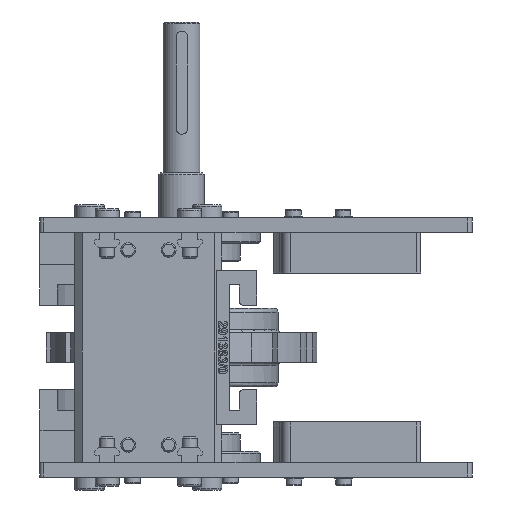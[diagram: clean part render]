
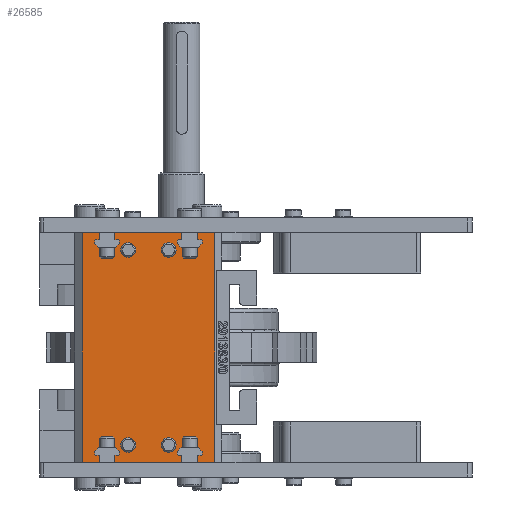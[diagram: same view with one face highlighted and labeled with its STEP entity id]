
A CAD part, left-side view. The second image highlights one B-rep face of the part: STEP entity #26585.
In plain terms, the highlighted face is planar.
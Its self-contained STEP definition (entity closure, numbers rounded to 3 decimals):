
#874=FACE_BOUND('',#4263,.T.);
#875=FACE_BOUND('',#4264,.T.);
#876=FACE_BOUND('',#4265,.T.);
#877=FACE_BOUND('',#4266,.T.);
#1389=PLANE('',#29045);
#2646=FACE_OUTER_BOUND('',#4262,.T.);
#4262=EDGE_LOOP('',(#21612,#21613,#21614,#21615));
#4263=EDGE_LOOP('',(#21616));
#4264=EDGE_LOOP('',(#21617));
#4265=EDGE_LOOP('',(#21618));
#4266=EDGE_LOOP('',(#21619));
#6334=LINE('',#41489,#9298);
#6337=LINE('',#41495,#9301);
#6344=LINE('',#41521,#9308);
#6347=LINE('',#41526,#9311);
#9298=VECTOR('',#33701,10.);
#9301=VECTOR('',#33708,10.);
#9308=VECTOR('',#33731,10.);
#9311=VECTOR('',#33736,10.);
#11483=CIRCLE('',#29046,3.3);
#11484=CIRCLE('',#29047,3.3);
#11485=CIRCLE('',#29048,3.3);
#11486=CIRCLE('',#29049,3.3);
#12962=VERTEX_POINT('',#41486);
#12963=VERTEX_POINT('',#41488);
#12964=VERTEX_POINT('',#41494);
#12975=VERTEX_POINT('',#41520);
#12977=VERTEX_POINT('',#41527);
#12978=VERTEX_POINT('',#41529);
#12979=VERTEX_POINT('',#41531);
#12980=VERTEX_POINT('',#41533);
#16061=EDGE_CURVE('',#12962,#12963,#6334,.T.);
#16064=EDGE_CURVE('',#12964,#12963,#6337,.T.);
#16077=EDGE_CURVE('',#12964,#12975,#6344,.T.);
#16080=EDGE_CURVE('',#12962,#12975,#6347,.T.);
#16081=EDGE_CURVE('',#12977,#12977,#11483,.T.);
#16082=EDGE_CURVE('',#12978,#12978,#11484,.T.);
#16083=EDGE_CURVE('',#12979,#12979,#11485,.T.);
#16084=EDGE_CURVE('',#12980,#12980,#11486,.T.);
#21612=ORIENTED_EDGE('',*,*,#16061,.F.);
#21613=ORIENTED_EDGE('',*,*,#16080,.T.);
#21614=ORIENTED_EDGE('',*,*,#16077,.F.);
#21615=ORIENTED_EDGE('',*,*,#16064,.T.);
#21616=ORIENTED_EDGE('',*,*,#16081,.T.);
#21617=ORIENTED_EDGE('',*,*,#16082,.T.);
#21618=ORIENTED_EDGE('',*,*,#16083,.T.);
#21619=ORIENTED_EDGE('',*,*,#16084,.T.);
#26585=ADVANCED_FACE('',(#2646,#874,#875,#876,#877),#1389,.T.);
#29045=AXIS2_PLACEMENT_3D('',#41525,#33734,#33735);
#29046=AXIS2_PLACEMENT_3D('',#41528,#33737,#33738);
#29047=AXIS2_PLACEMENT_3D('',#41530,#33739,#33740);
#29048=AXIS2_PLACEMENT_3D('',#41532,#33741,#33742);
#29049=AXIS2_PLACEMENT_3D('',#41534,#33743,#33744);
#33701=DIRECTION('',(1.,0.,0.));
#33708=DIRECTION('',(0.,-1.,0.));
#33731=DIRECTION('',(-1.,0.,0.));
#33734=DIRECTION('center_axis',(0.,0.,-1.));
#33735=DIRECTION('ref_axis',(-1.,0.,0.));
#33736=DIRECTION('',(0.,1.,0.));
#33737=DIRECTION('center_axis',(0.,0.,1.));
#33738=DIRECTION('ref_axis',(1.,0.,0.));
#33739=DIRECTION('center_axis',(0.,0.,1.));
#33740=DIRECTION('ref_axis',(1.,0.,0.));
#33741=DIRECTION('center_axis',(0.,0.,1.));
#33742=DIRECTION('ref_axis',(1.,0.,0.));
#33743=DIRECTION('center_axis',(0.,0.,1.));
#33744=DIRECTION('ref_axis',(1.,0.,0.));
#41486=CARTESIAN_POINT('',(-62.5,-36.,-10.));
#41488=CARTESIAN_POINT('',(62.5,-36.,-10.));
#41489=CARTESIAN_POINT('',(-31.25,-36.,-10.));
#41494=CARTESIAN_POINT('',(62.5,36.,-10.));
#41495=CARTESIAN_POINT('',(62.5,40.,-10.));
#41520=CARTESIAN_POINT('',(-62.5,36.,-10.));
#41521=CARTESIAN_POINT('',(31.25,36.,-10.));
#41525=CARTESIAN_POINT('Origin',(0.,0.,-10.));
#41526=CARTESIAN_POINT('',(-62.5,-40.,-10.));
#41527=CARTESIAN_POINT('',(49.7,11.,-10.));
#41528=CARTESIAN_POINT('Origin',(53.,11.,-10.));
#41529=CARTESIAN_POINT('',(-56.3,-11.,-10.));
#41530=CARTESIAN_POINT('Origin',(-53.,-11.,-10.));
#41531=CARTESIAN_POINT('',(-56.3,11.,-10.));
#41532=CARTESIAN_POINT('Origin',(-53.,11.,-10.));
#41533=CARTESIAN_POINT('',(49.7,-11.,-10.));
#41534=CARTESIAN_POINT('Origin',(53.,-11.,-10.));
